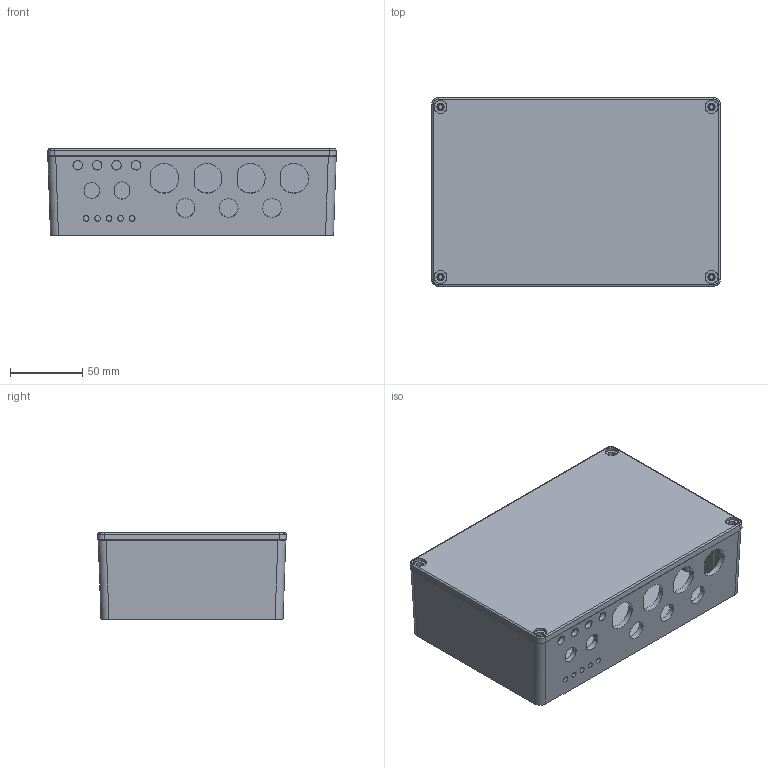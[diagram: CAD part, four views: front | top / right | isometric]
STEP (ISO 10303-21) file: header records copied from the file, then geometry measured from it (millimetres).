
FILE_DESCRIPTION(/* description */ ('STEP AP214'),/* implementation_level */ '2;1');
FILE_NAME(/* name */ 'HALPI2_Enclosure_v0.4.0.step',/* time_stamp */ '2025-08-26T14:30:02+03:00',/* author */ (''),/* organization */ (''),/* preprocessor_version */ 'ST-DEVELOPER v20.1',/* originating_system */ 'Autodesk Translation Framework v14.10.0.0',/* authorisation */ '');
FILE_SCHEMA (('AUTOMOTIVE_DESIGN { 1 0 10303 214 3 1 1 }'));
Products named in the file (3): VT12-S; µ××ù; µÍ¸Ç
Assembly tree (2 placements, depth 2):
  VT12-S
    µ××ù
    µÍ¸Ç
Bounding box: 200.05 x 131 x 60 mm (x, y, z)
Volume: 294571.9 mm3; surface area: 183300 mm2
Topology: 2 solids, 2 shells, 542 faces, 1514 edges, 995 vertices
Faces by surface type: cylinder 331, plane 123, bspline 72, cone 16
Full cylindrical faces by diameter (mm): 3.242 x91, 4 x111, 4.758 x6, 5 x8, 6.5 x4, 7 x4, 9 x4, 13 x3
Entity records: 43052 total; most frequent: CARTESIAN_POINT 30388, ORIENTED_EDGE 3028, DIRECTION 2103, EDGE_CURVE 1514, VERTEX_POINT 995, AXIS2_PLACEMENT_3D 740, LINE 623, VECTOR 623
